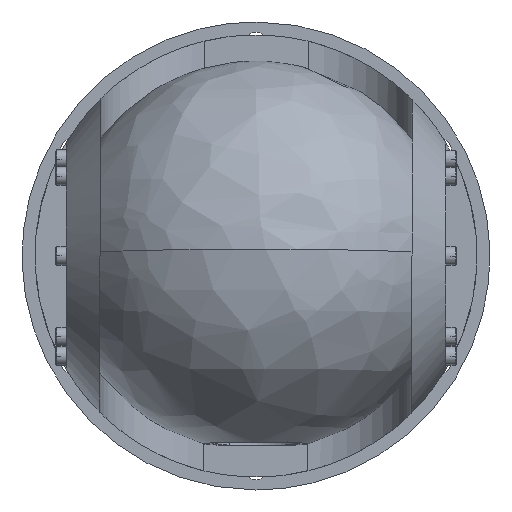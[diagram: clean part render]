
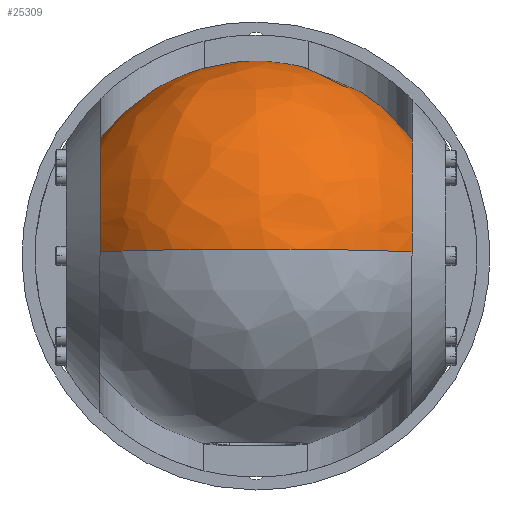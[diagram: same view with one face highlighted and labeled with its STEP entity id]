
A CAD part, front view. The second image highlights one B-rep face of the part: STEP entity #25309.
In plain terms, the highlighted free-form (B-spline) face has degree [2, 2] with [7, 3] control points.
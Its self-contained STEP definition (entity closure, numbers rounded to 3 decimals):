
#25309 = ADVANCED_FACE('',(#25310),#25402,.T.);
#25310 = FACE_BOUND('',#25311,.T.);
#25311 = EDGE_LOOP('',(#25312,#25324,#25332,#25342,#25350,#25358,#25366,
    #25379,#25380,#25388,#25396));
#25312 = ORIENTED_EDGE('',*,*,#25313,.T.);
#25313 = EDGE_CURVE('',#25314,#25316,#25318,.T.);
#25314 = VERTEX_POINT('',#25315);
#25315 = CARTESIAN_POINT('',(-56.839,-64.14,
    -1.488));
#25316 = VERTEX_POINT('',#25317);
#25317 = CARTESIAN_POINT('',(-56.839,-149.346,
    1.499));
#25318 = ( BOUNDED_CURVE() B_SPLINE_CURVE(2,(#25319,#25320,#25321,#25322
,#25323),.UNSPECIFIED.,.F.,.F.) B_SPLINE_CURVE_WITH_KNOTS((3,2,3),(
    4.712,6.283,7.854),
.PIECEWISE_BEZIER_KNOTS.) CURVE() GEOMETRIC_REPRESENTATION_ITEM() 
RATIONAL_B_SPLINE_CURVE((1.,0.707,1.,0.707,1.)) 
REPRESENTATION_ITEM('') );
#25319 = CARTESIAN_POINT('',(-56.839,-64.14,
    -1.488));
#25320 = CARTESIAN_POINT('',(-56.835,-62.646,
    41.114));
#25321 = CARTESIAN_POINT('',(-56.835,-105.249,
    42.608));
#25322 = CARTESIAN_POINT('',(-56.835,-147.852,
    44.102));
#25323 = CARTESIAN_POINT('',(-56.839,-149.346,
    1.499));
#25324 = ORIENTED_EDGE('',*,*,#25325,.T.);
#25325 = EDGE_CURVE('',#25316,#25326,#25328,.T.);
#25326 = VERTEX_POINT('',#25327);
#25327 = CARTESIAN_POINT('',(56.839,-149.346,
    1.488));
#25328 = ( BOUNDED_CURVE() B_SPLINE_CURVE(2,(#25329,#25330,#25331),
.UNSPECIFIED.,.F.,.F.) B_SPLINE_CURVE_WITH_KNOTS((3,3),(2.214,
4.069),.PIECEWISE_BEZIER_KNOTS.) CURVE() 
GEOMETRIC_REPRESENTATION_ITEM() RATIONAL_B_SPLINE_CURVE((1.,0.6,1.)) 
REPRESENTATION_ITEM('') );
#25329 = CARTESIAN_POINT('',(-56.839,-149.346,
    1.499));
#25330 = CARTESIAN_POINT('',(0.,-225.084,
    4.149));
#25331 = CARTESIAN_POINT('',(56.839,-149.346,
    1.488));
#25332 = ORIENTED_EDGE('',*,*,#25333,.T.);
#25333 = EDGE_CURVE('',#25326,#25334,#25336,.T.);
#25334 = VERTEX_POINT('',#25335);
#25335 = CARTESIAN_POINT('',(56.839,-64.14,
    -1.499));
#25336 = ( BOUNDED_CURVE() B_SPLINE_CURVE(2,(#25337,#25338,#25339,#25340
,#25341),.UNSPECIFIED.,.F.,.F.) B_SPLINE_CURVE_WITH_KNOTS((3,2,3),(
    1.571,3.142,4.712),
.PIECEWISE_BEZIER_KNOTS.) CURVE() GEOMETRIC_REPRESENTATION_ITEM() 
RATIONAL_B_SPLINE_CURVE((1.,0.707,1.,0.707,1.)) 
REPRESENTATION_ITEM('') );
#25337 = CARTESIAN_POINT('',(56.839,-149.346,
    1.488));
#25338 = CARTESIAN_POINT('',(56.843,-147.852,
    44.091));
#25339 = CARTESIAN_POINT('',(56.843,-105.249,
    42.598));
#25340 = CARTESIAN_POINT('',(56.842,-62.646,
    41.104));
#25341 = CARTESIAN_POINT('',(56.839,-64.14,
    -1.499));
#25342 = ORIENTED_EDGE('',*,*,#25343,.F.);
#25343 = EDGE_CURVE('',#25344,#25334,#25346,.T.);
#25344 = VERTEX_POINT('',#25345);
#25345 = CARTESIAN_POINT('',(24.313,-40.025,
    -2.341));
#25346 = ( BOUNDED_CURVE() B_SPLINE_CURVE(2,(#25347,#25348,#25349),
.UNSPECIFIED.,.F.,.F.) B_SPLINE_CURVE_WITH_KNOTS((3,3),(1.92,
2.498),.PIECEWISE_BEZIER_KNOTS.) CURVE() 
GEOMETRIC_REPRESENTATION_ITEM() RATIONAL_B_SPLINE_CURVE((1.,
0.959,1.)) REPRESENTATION_ITEM('') );
#25347 = CARTESIAN_POINT('',(24.313,-40.025,
    -2.341));
#25348 = CARTESIAN_POINT('',(44.163,-47.25,
    -2.09));
#25349 = CARTESIAN_POINT('',(56.839,-64.14,
    -1.499));
#25350 = ORIENTED_EDGE('',*,*,#25351,.T.);
#25351 = EDGE_CURVE('',#25344,#25352,#25354,.T.);
#25352 = VERTEX_POINT('',#25353);
#25353 = CARTESIAN_POINT('',(24.315,-44.051,
    22.943));
#25354 = ( BOUNDED_CURVE() B_SPLINE_CURVE(2,(#25355,#25356,#25357),
.UNSPECIFIED.,.F.,.F.) B_SPLINE_CURVE_WITH_KNOTS((3,3),(4.712,
5.098),.PIECEWISE_BEZIER_KNOTS.) CURVE() 
GEOMETRIC_REPRESENTATION_ITEM() RATIONAL_B_SPLINE_CURVE((1.,
0.981,1.)) REPRESENTATION_ITEM('') );
#25355 = CARTESIAN_POINT('',(24.313,-40.025,
    -2.341));
#25356 = CARTESIAN_POINT('',(24.314,-39.568,
    10.694));
#25357 = CARTESIAN_POINT('',(24.315,-44.051,
    22.943));
#25358 = ORIENTED_EDGE('',*,*,#25359,.T.);
#25359 = EDGE_CURVE('',#25352,#25360,#25362,.T.);
#25360 = VERTEX_POINT('',#25361);
#25361 = CARTESIAN_POINT('',(0.002,-39.446,
    22.784));
#25362 = ( BOUNDED_CURVE() B_SPLINE_CURVE(2,(#25363,#25364,#25365),
.UNSPECIFIED.,.F.,.F.) B_SPLINE_CURVE_WITH_KNOTS((3,3),(4.338,
4.712),.PIECEWISE_BEZIER_KNOTS.) CURVE() 
GEOMETRIC_REPRESENTATION_ITEM() RATIONAL_B_SPLINE_CURVE((1.,
0.983,1.)) REPRESENTATION_ITEM('') );
#25363 = CARTESIAN_POINT('',(24.315,-44.051,
    22.943));
#25364 = CARTESIAN_POINT('',(12.595,-39.446,
    22.783));
#25365 = CARTESIAN_POINT('',(0.002,-39.446,
    22.784));
#25366 = ORIENTED_EDGE('',*,*,#25367,.T.);
#25367 = EDGE_CURVE('',#25360,#25368,#25370,.T.);
#25368 = VERTEX_POINT('',#25369);
#25369 = CARTESIAN_POINT('',(0.006,-104.253,
    71.005));
#25370 = B_SPLINE_CURVE_WITH_KNOTS('',7,(#25371,#25372,#25373,#25374,
    #25375,#25376,#25377,#25378),.UNSPECIFIED.,.F.,.F.,(8,8),(
    0.361,1.571),.PIECEWISE_BEZIER_KNOTS.);
#25371 = CARTESIAN_POINT('',(0.002,-39.446,
    22.784));
#25372 = CARTESIAN_POINT('',(0.003,-43.383,
    34.41));
#25373 = CARTESIAN_POINT('',(0.004,-49.662,
    45.242));
#25374 = CARTESIAN_POINT('',(0.005,-58.092,
    54.715));
#25375 = CARTESIAN_POINT('',(0.006,-68.311,
    62.319));
#25376 = CARTESIAN_POINT('',(0.006,-79.807,
    67.672));
#25377 = CARTESIAN_POINT('',(0.006,-91.987,
    70.575));
#25378 = CARTESIAN_POINT('',(0.006,-104.253,
    71.005));
#25379 = ORIENTED_EDGE('',*,*,#25367,.F.);
#25380 = ORIENTED_EDGE('',*,*,#25381,.T.);
#25381 = EDGE_CURVE('',#25360,#25382,#25384,.T.);
#25382 = VERTEX_POINT('',#25383);
#25383 = CARTESIAN_POINT('',(-24.311,-44.051,
    22.947));
#25384 = ( BOUNDED_CURVE() B_SPLINE_CURVE(2,(#25385,#25386,#25387),
.UNSPECIFIED.,.F.,.F.) B_SPLINE_CURVE_WITH_KNOTS((3,3),(4.712,
5.087),.PIECEWISE_BEZIER_KNOTS.) CURVE() 
GEOMETRIC_REPRESENTATION_ITEM() RATIONAL_B_SPLINE_CURVE((1.,
0.983,1.)) REPRESENTATION_ITEM('') );
#25385 = CARTESIAN_POINT('',(0.002,-39.446,
    22.784));
#25386 = CARTESIAN_POINT('',(-12.591,-39.446,
    22.785));
#25387 = CARTESIAN_POINT('',(-24.311,-44.051,
    22.947));
#25388 = ORIENTED_EDGE('',*,*,#25389,.T.);
#25389 = EDGE_CURVE('',#25382,#25390,#25392,.T.);
#25390 = VERTEX_POINT('',#25391);
#25391 = CARTESIAN_POINT('',(-24.314,-40.025,
    -2.337));
#25392 = ( BOUNDED_CURVE() B_SPLINE_CURVE(2,(#25393,#25394,#25395),
.UNSPECIFIED.,.F.,.F.) B_SPLINE_CURVE_WITH_KNOTS((3,3),(4.326,
4.712),.PIECEWISE_BEZIER_KNOTS.) CURVE() 
GEOMETRIC_REPRESENTATION_ITEM() RATIONAL_B_SPLINE_CURVE((1.,
0.981,1.)) REPRESENTATION_ITEM('') );
#25393 = CARTESIAN_POINT('',(-24.311,-44.051,
    22.947));
#25394 = CARTESIAN_POINT('',(-24.312,-39.568,
    10.699));
#25395 = CARTESIAN_POINT('',(-24.314,-40.025,
    -2.337));
#25396 = ORIENTED_EDGE('',*,*,#25397,.F.);
#25397 = EDGE_CURVE('',#25314,#25390,#25398,.T.);
#25398 = ( BOUNDED_CURVE() B_SPLINE_CURVE(2,(#25399,#25400,#25401),
.UNSPECIFIED.,.F.,.F.) B_SPLINE_CURVE_WITH_KNOTS((3,3),(0.644,
1.222),.PIECEWISE_BEZIER_KNOTS.) CURVE() 
GEOMETRIC_REPRESENTATION_ITEM() RATIONAL_B_SPLINE_CURVE((1.,
0.959,1.)) REPRESENTATION_ITEM('') );
#25399 = CARTESIAN_POINT('',(-56.839,-64.14,
    -1.488));
#25400 = CARTESIAN_POINT('',(-44.164,-47.25,
    -2.082));
#25401 = CARTESIAN_POINT('',(-24.314,-40.025,
    -2.337));
#25402 = ( BOUNDED_SURFACE() B_SPLINE_SURFACE(2,2,(
    (#25403,#25404,#25405)
    ,(#25406,#25407,#25408)
    ,(#25409,#25410,#25411)
    ,(#25412,#25413,#25414)
    ,(#25415,#25416,#25417)
    ,(#25418,#25419,#25420)
    ,(#25421,#25422,#25423
)),.UNSPECIFIED.,.T.,.F.,.F.) B_SPLINE_SURFACE_WITH_KNOTS((1,2,2,2,2,1),
  (3,3),(-2.094,0.,2.094,4.189,6.283,
    8.378),(0.,1.571),.UNSPECIFIED.) 
GEOMETRIC_REPRESENTATION_ITEM() RATIONAL_B_SPLINE_SURFACE((
    (1.,0.707,1.)
    ,(0.5,0.354,0.5)
    ,(1.,0.707,1.)
    ,(0.5,0.354,0.5)
    ,(1.,0.707,1.)
    ,(0.5,0.354,0.5)
,(1.,0.707,1.))) REPRESENTATION_ITEM('') SURFACE() );
#25403 = CARTESIAN_POINT('',(0.,-35.738,
    -2.489));
#25404 = CARTESIAN_POINT('',(0.006,-33.249,
    68.515));
#25405 = CARTESIAN_POINT('',(0.006,-104.253,
    71.005));
#25406 = CARTESIAN_POINT('',(-123.06,-35.738,
    -2.478));
#25407 = CARTESIAN_POINT('',(-123.053,-33.249,
    68.527));
#25408 = CARTESIAN_POINT('',(0.006,-104.253,
    71.005));
#25409 = CARTESIAN_POINT('',(-61.53,-142.245,
    1.25));
#25410 = CARTESIAN_POINT('',(-61.523,-139.756,
    72.255));
#25411 = CARTESIAN_POINT('',(0.006,-104.253,
    71.005));
#25412 = CARTESIAN_POINT('',(0.,-248.752,
    4.979));
#25413 = CARTESIAN_POINT('',(0.007,-246.263,
    75.983));
#25414 = CARTESIAN_POINT('',(0.006,-104.253,
    71.005));
#25415 = CARTESIAN_POINT('',(61.53,-142.245,
    1.239));
#25416 = CARTESIAN_POINT('',(61.536,-139.756,
    72.244));
#25417 = CARTESIAN_POINT('',(0.006,-104.253,
    71.005));
#25418 = CARTESIAN_POINT('',(123.059,-35.738,
    -2.501));
#25419 = CARTESIAN_POINT('',(123.066,-33.249,
    68.504));
#25420 = CARTESIAN_POINT('',(0.006,-104.253,
    71.005));
#25421 = CARTESIAN_POINT('',(0.,-35.738,
    -2.489));
#25422 = CARTESIAN_POINT('',(0.006,-33.249,
    68.515));
#25423 = CARTESIAN_POINT('',(0.006,-104.253,
    71.005));
